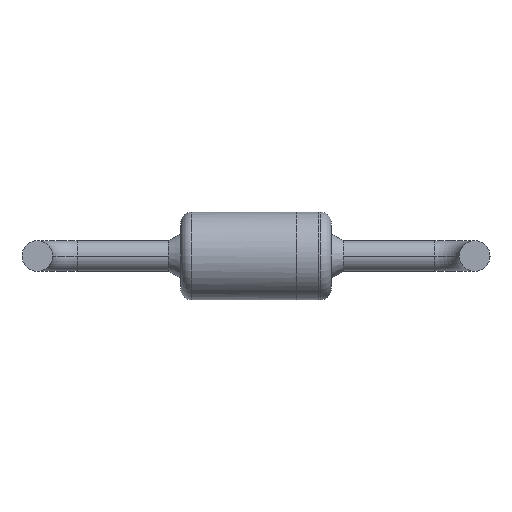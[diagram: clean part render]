
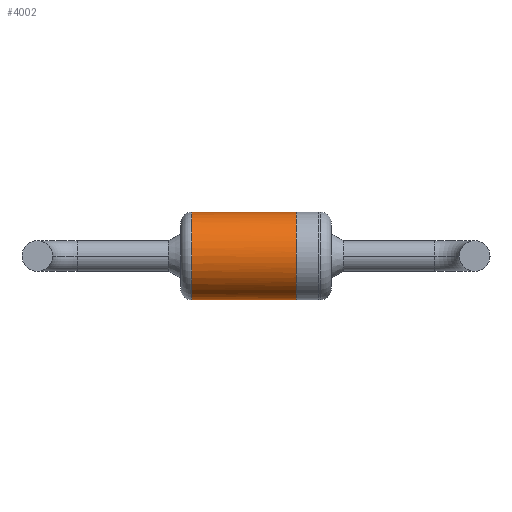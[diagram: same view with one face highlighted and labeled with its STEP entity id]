
A CAD part, front view. The second image highlights one B-rep face of the part: STEP entity #4002.
In plain terms, the highlighted cylindrical face has radius 1.02 mm (diameter 2.04 mm), a partial arc.
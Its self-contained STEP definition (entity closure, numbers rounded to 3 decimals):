
#37 = EDGE_CURVE ( 'NONE', #2874, #2190, #301, .T. ) ;
#143 = CARTESIAN_POINT ( 'NONE',  ( 6.016, 2.02, 1.02 ) ) ;
#301 = LINE ( 'NONE', #4074, #2102 ) ;
#401 = ORIENTED_EDGE ( 'NONE', *, *, #2004, .F. ) ;
#486 = CARTESIAN_POINT ( 'NONE',  ( 6.016, 1., -0.134 ) ) ;
#533 = CARTESIAN_POINT ( 'NONE',  ( 6.016, 1., 0.134 ) ) ;
#634 = AXIS2_PLACEMENT_3D ( 'NONE', #2619, #3835, #2346 ) ;
#659 = DIRECTION ( 'NONE',  ( -1., 0., 0. ) ) ;
#815 = AXIS2_PLACEMENT_3D ( 'NONE', #4344, #4724, #951 ) ;
#849 = VECTOR ( 'NONE', #4185, 1000. ) ;
#875 = CARTESIAN_POINT ( 'NONE',  ( 6.016, 1.506, 0.891 ) ) ;
#927 = CYLINDRICAL_SURFACE ( 'NONE', #815, 1.02 ) ;
#951 = DIRECTION ( 'NONE',  ( 0., 0., 1. ) ) ;
#1209 = EDGE_CURVE ( 'NONE', #3228, #2874, #4254, .T. ) ;
#1214 = VERTEX_POINT ( 'NONE', #2401 ) ;
#1232 = CARTESIAN_POINT ( 'NONE',  ( 6.016, 1.129, 0.514 ) ) ;
#1258 = CARTESIAN_POINT ( 'NONE',  ( 6.016, 1.886, -1.02 ) ) ;
#1546 = LINE ( 'NONE', #3030, #849 ) ;
#1722 = EDGE_LOOP ( 'NONE', ( #401, #2418, #1793, #3494 ) ) ;
#1793 = ORIENTED_EDGE ( 'NONE', *, *, #37, .T. ) ;
#2004 = EDGE_CURVE ( 'NONE', #3228, #1214, #1546, .T. ) ;
#2016 = CARTESIAN_POINT ( 'NONE',  ( 6.016, 1.027, -0.267 ) ) ;
#2065 = CARTESIAN_POINT ( 'NONE',  ( 6.016, 1.027, 0.267 ) ) ;
#2072 = FACE_OUTER_BOUND ( 'NONE', #1722, .T. ) ;
#2102 = VECTOR ( 'NONE', #659, 1000. ) ;
#2190 = VERTEX_POINT ( 'NONE', #2782 ) ;
#2346 = DIRECTION ( 'NONE',  ( 0., 0., 1. ) ) ;
#2401 = CARTESIAN_POINT ( 'NONE',  ( 3.585, 2.02, -1.02 ) ) ;
#2418 = ORIENTED_EDGE ( 'NONE', *, *, #1209, .T. ) ;
#2619 = CARTESIAN_POINT ( 'NONE',  ( 3.585, 2.02, 0. ) ) ;
#2782 = CARTESIAN_POINT ( 'NONE',  ( 3.585, 2.02, 1.02 ) ) ;
#2849 = CARTESIAN_POINT ( 'NONE',  ( 6.016, 1.204, 0.627 ) ) ;
#2874 = VERTEX_POINT ( 'NONE', #3226 ) ;
#3030 = CARTESIAN_POINT ( 'NONE',  ( 3.045, 2.02, -1.02 ) ) ;
#3147 = EDGE_CURVE ( 'NONE', #1214, #2190, #4524, .T. ) ;
#3153 = CARTESIAN_POINT ( 'NONE',  ( 6.016, 1.506, -0.891 ) ) ;
#3226 = CARTESIAN_POINT ( 'NONE',  ( 6.016, 2.02, 1.02 ) ) ;
#3228 = VERTEX_POINT ( 'NONE', #4617 ) ;
#3494 = ORIENTED_EDGE ( 'NONE', *, *, #3147, .F. ) ;
#3512 = CARTESIAN_POINT ( 'NONE',  ( 6.016, 1.204, -0.627 ) ) ;
#3589 = CARTESIAN_POINT ( 'NONE',  ( 6.016, 1.393, 0.816 ) ) ;
#3835 = DIRECTION ( 'NONE',  ( -1., 0., 0. ) ) ;
#3957 = CARTESIAN_POINT ( 'NONE',  ( 6.016, 1.129, -0.514 ) ) ;
#3982 = CARTESIAN_POINT ( 'NONE',  ( 6.016, 1.753, -0.993 ) ) ;
#4002 = ADVANCED_FACE ( 'NONE', ( #2072 ), #927, .T. ) ;
#4074 = CARTESIAN_POINT ( 'NONE',  ( 3.045, 2.02, 1.02 ) ) ;
#4185 = DIRECTION ( 'NONE',  ( -1., 0., 0. ) ) ;
#4254 = B_SPLINE_CURVE_WITH_KNOTS ( 'NONE', 3,
 ( #4359, #1258, #3982, #3153, #4308, #3512, #3957, #2016, #486, #533, #2065, #1232, #2849, #3589, #875, #4333, #4738, #143 ),
 .UNSPECIFIED., .F., .F.,
 ( 4, 2, 2, 2, 2, 2, 2, 2, 4 ),
 ( 0.5, 0.563, 0.625, 0.688, 0.75, 0.813, 0.875, 0.938, 1. ),
 .UNSPECIFIED. ) ;
#4308 = CARTESIAN_POINT ( 'NONE',  ( 6.016, 1.393, -0.816 ) ) ;
#4333 = CARTESIAN_POINT ( 'NONE',  ( 6.016, 1.753, 0.993 ) ) ;
#4344 = CARTESIAN_POINT ( 'NONE',  ( 3.045, 2.02, 0. ) ) ;
#4359 = CARTESIAN_POINT ( 'NONE',  ( 6.016, 2.02, -1.02 ) ) ;
#4524 = CIRCLE ( 'NONE', #634, 1.02 ) ;
#4617 = CARTESIAN_POINT ( 'NONE',  ( 6.016, 2.02, -1.02 ) ) ;
#4724 = DIRECTION ( 'NONE',  ( -1., 0., 0. ) ) ;
#4738 = CARTESIAN_POINT ( 'NONE',  ( 6.016, 1.886, 1.02 ) ) ;
